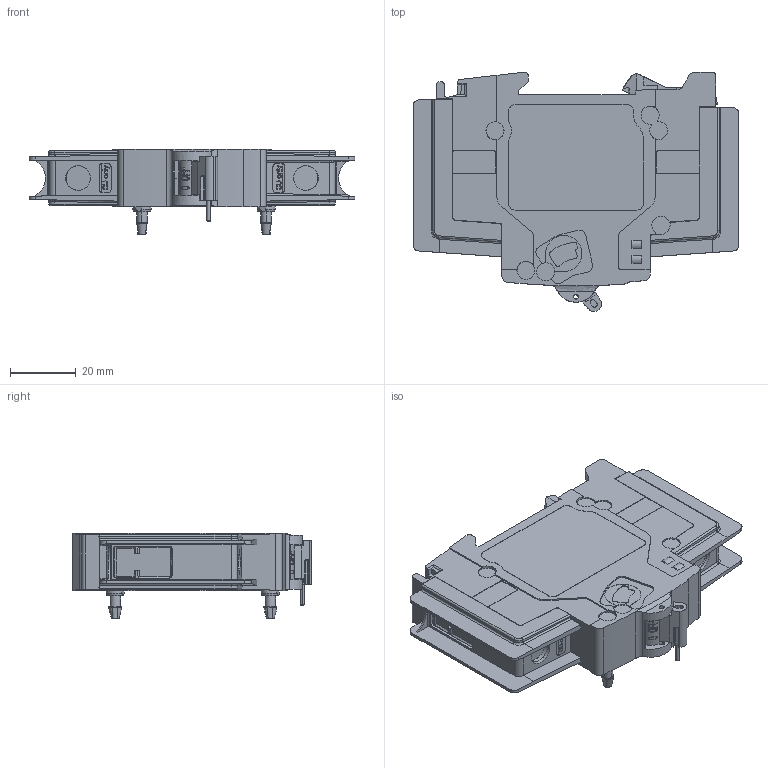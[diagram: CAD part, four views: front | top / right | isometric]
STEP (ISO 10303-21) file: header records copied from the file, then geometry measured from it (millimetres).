
FILE_DESCRIPTION((''),'2;1');
FILE_NAME('2CDS200908_OHNE_ABB','2013-09-05T',('DEU121775'),(''),'PRO/ENGINEER BY PARAMETRIC TECHNOLOGY CORPORATION, 2011310','PRO/ENGINEER BY PARAMETRIC TECHNOLOGY CORPORATION, 2011310','');
FILE_SCHEMA(('AUTOMOTIVE_DESIGN_CC2 { 1 2 10303 214 -1 1 5 2 }'));
Products named in the file (1): 2CDS200908_OHNE_ABB
Bounding box: 99 x 72.6 x 25.84 mm (x, y, z)
Volume: 79226.1 mm3; surface area: 24724.2 mm2
Topology: 1 solids, 1 shells, 1602 faces, 4577 edges, 2992 vertices
Faces by surface type: plane 1131, cylinder 330, cone 59, bspline 46, torus 28, sphere 8
Entity records: 59768 total; most frequent: CARTESIAN_POINT 15498, ORIENTED_EDGE 9154, DIRECTION 7920, EDGE_CURVE 4577, VECTOR 3404, LINE 3404, VERTEX_POINT 2992, AXIS2_PLACEMENT_3D 2258
